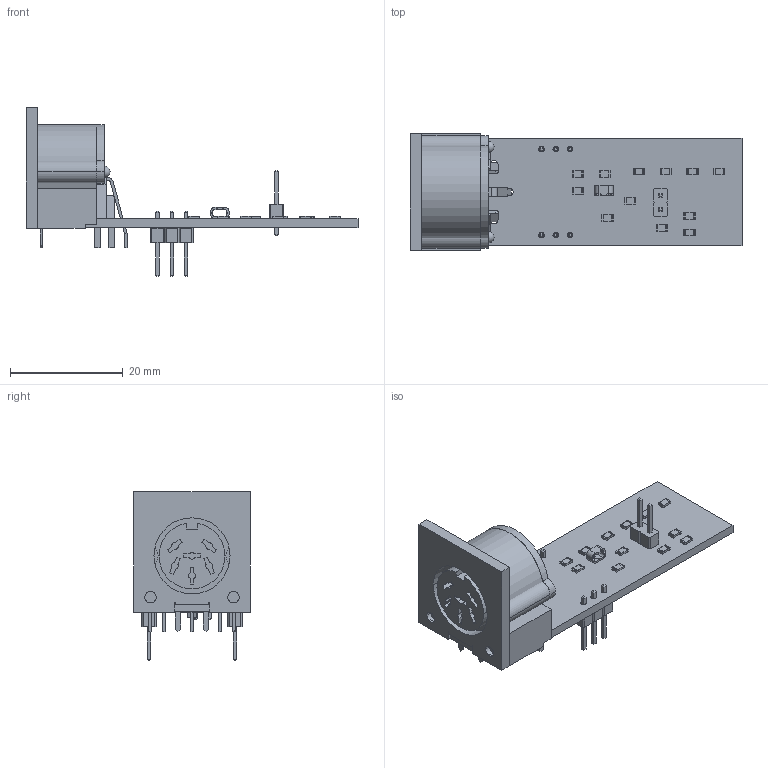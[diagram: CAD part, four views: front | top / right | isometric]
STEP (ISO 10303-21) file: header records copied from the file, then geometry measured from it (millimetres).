
FILE_DESCRIPTION(('KiCad electronic assembly'),'2;1');
FILE_NAME('din-6-breadboard.step','2021-03-14T12:05:40',('An Author'),( 'A Company'),'Open CASCADE STEP processor 6.9', 'KiCad to STEP converter','Unknown');
FILE_SCHEMA(('AUTOMOTIVE_DESIGN { 1 0 10303 214 1 1 1 1 }'));
Length unit declared in the file: millimetre
Products named in the file (12): Open CASCADE STEP translator 6.9 1; s1751-46; SOLID; R_0805_2012Metric; PinHeader_1x03_P2.54mm_Vertical; PinHeader_1x02_P2.54mm_Vertical; CUI_DEVICES_SDF-60J; COMPOUND
Assembly tree (23 placements, depth 3):
  Open CASCADE STEP translator 6.9 1
    s1751-46
      SOLID
    R_0805_2012Metric  x12
      SOLID
    PinHeader_1x03_P2.54mm_Vertical  x2
      SOLID
    PinHeader_1x02_P2.54mm_Vertical
      SOLID
    CUI_DEVICES_SDF-60J
      COMPOUND
    COMPOUND
Bounding box: 58.88 x 20.7 x 29.94 mm (x, y, z)
Volume: 6476.1 mm3; surface area: 6782.1 mm2
Topology: 26 solids, 26 shells, 816 faces, 2105 edges, 1362 vertices
Faces by surface type: plane 632, cylinder 182, sphere 2
Full cylindrical faces by diameter (mm): 1 x8, 1.3 x8
Entity records: 30669 total; most frequent: CARTESIAN_POINT 5231, DIRECTION 4596, LINE 3139, VECTOR 3139, ORIENTED_EDGE 2350, PCURVE 2350, DEFINITIONAL_REPRESENTATION 2350, EDGE_CURVE 1175
